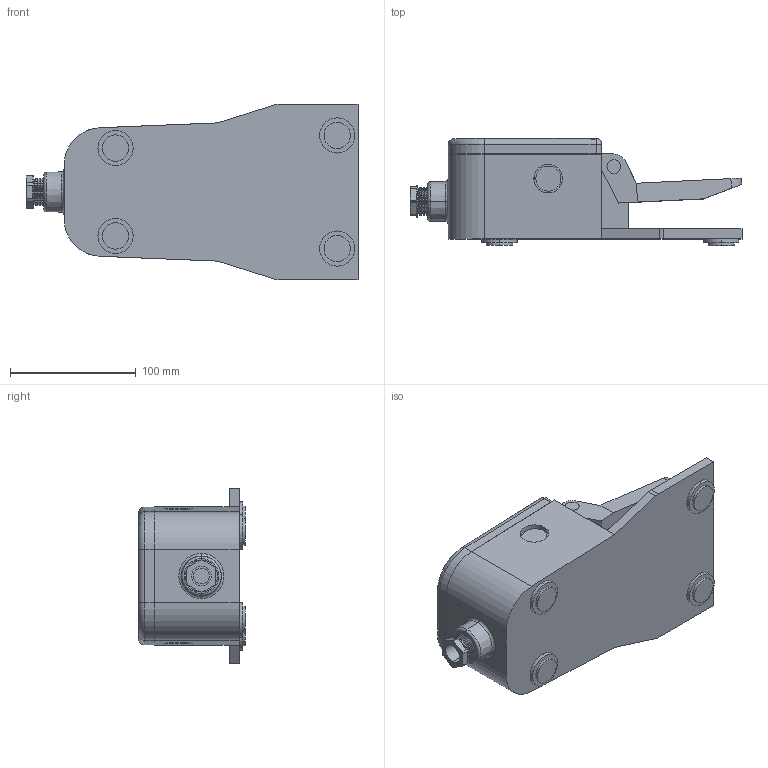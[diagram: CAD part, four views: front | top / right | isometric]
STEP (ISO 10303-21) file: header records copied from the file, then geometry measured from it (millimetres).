
FILE_DESCRIPTION (( 'STEP AP214' ), '1' );
FILE_NAME ('APS1151-V0.step', '2016-03-08T21:18:22', ( '' ), ( '' ), 'SwSTEP 2.0', 'SolidWorks 2015', '' );
FILE_SCHEMA (( 'AUTOMOTIVE_DESIGN' ));
Length unit declared in the file: millimetre
Products named in the file (1): APS1151-V0
Bounding box: 264.25 x 85 x 140 mm (x, y, z)
Volume: 1304518.7 mm3; surface area: 173099.3 mm2
Topology: 18 solids, 18 shells, 340 faces, 821 edges, 532 vertices
Faces by surface type: plane 206, cylinder 90, cone 32, torus 6, bspline 6
Entity records: 12419 total; most frequent: CARTESIAN_POINT 2706, ORIENTED_EDGE 1642, DIRECTION 1613, EDGE_CURVE 821, AXIS2_PLACEMENT_3D 547, VERTEX_POINT 532, LINE 519, VECTOR 519
